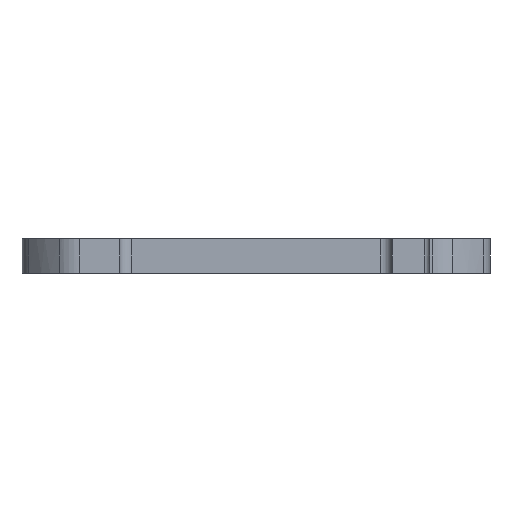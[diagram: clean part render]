
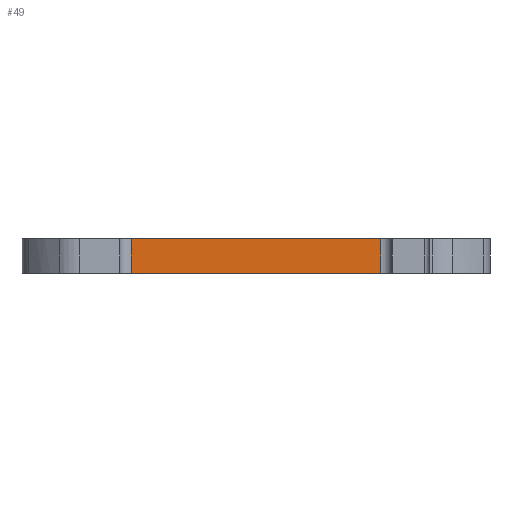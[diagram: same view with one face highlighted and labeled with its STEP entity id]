
A CAD part, left-side view. The second image highlights one B-rep face of the part: STEP entity #49.
In plain terms, the highlighted planar face has unit normal (-1, 0, 0).
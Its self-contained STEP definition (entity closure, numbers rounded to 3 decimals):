
#49=ADVANCED_FACE('',(#114),#1130,.T.);
#114=FACE_OUTER_BOUND('',#184,.T.);
#184=EDGE_LOOP('',(#358,#359,#360,#361));
#358=ORIENTED_EDGE('',*,*,#631,.T.);
#359=ORIENTED_EDGE('',*,*,#681,.T.);
#360=ORIENTED_EDGE('',*,*,#682,.T.);
#361=ORIENTED_EDGE('',*,*,#683,.T.);
#631=EDGE_CURVE('',#1007,#1006,#818,.T.);
#681=EDGE_CURVE('',#1006,#1068,#858,.T.);
#682=EDGE_CURVE('',#1068,#1069,#859,.T.);
#683=EDGE_CURVE('',#1069,#1007,#860,.T.);
#818=B_SPLINE_CURVE_WITH_KNOTS('',1,(#1563,#1564),.UNSPECIFIED.,.F.,.F.,
(2,2),(-22.,0.),.UNSPECIFIED.);
#858=B_SPLINE_CURVE_WITH_KNOTS('',1,(#1689,#1690),.UNSPECIFIED.,.F.,.F.,
(2,2),(-3.,0.),.UNSPECIFIED.);
#859=B_SPLINE_CURVE_WITH_KNOTS('',1,(#1691,#1692),.UNSPECIFIED.,.F.,.F.,
(2,2),(0.,22.),.UNSPECIFIED.);
#860=B_SPLINE_CURVE_WITH_KNOTS('',1,(#1693,#1694),.UNSPECIFIED.,.F.,.F.,
(2,2),(0.,3.),.UNSPECIFIED.);
#1006=VERTEX_POINT('',#1418);
#1007=VERTEX_POINT('',#1419);
#1068=VERTEX_POINT('',#1480);
#1069=VERTEX_POINT('',#1481);
#1130=PLANE('',#1221);
#1221=AXIS2_PLACEMENT_3D('',#1357,#1289,$);
#1289=DIRECTION('',(-1.,0.,0.));
#1357=CARTESIAN_POINT('',(-15.,13.32,-0.42));
#1418=CARTESIAN_POINT('',(-15.,-11.,0.));
#1419=CARTESIAN_POINT('',(-15.,11.,0.));
#1480=CARTESIAN_POINT('',(-15.,-11.,3.));
#1481=CARTESIAN_POINT('',(-15.,11.,3.));
#1563=CARTESIAN_POINT('',(-15.,11.,0.));
#1564=CARTESIAN_POINT('',(-15.,-11.,0.));
#1689=CARTESIAN_POINT('',(-15.,-11.,0.));
#1690=CARTESIAN_POINT('',(-15.,-11.,3.));
#1691=CARTESIAN_POINT('',(-15.,-11.,3.));
#1692=CARTESIAN_POINT('',(-15.,11.,3.));
#1693=CARTESIAN_POINT('',(-15.,11.,3.));
#1694=CARTESIAN_POINT('',(-15.,11.,0.));
